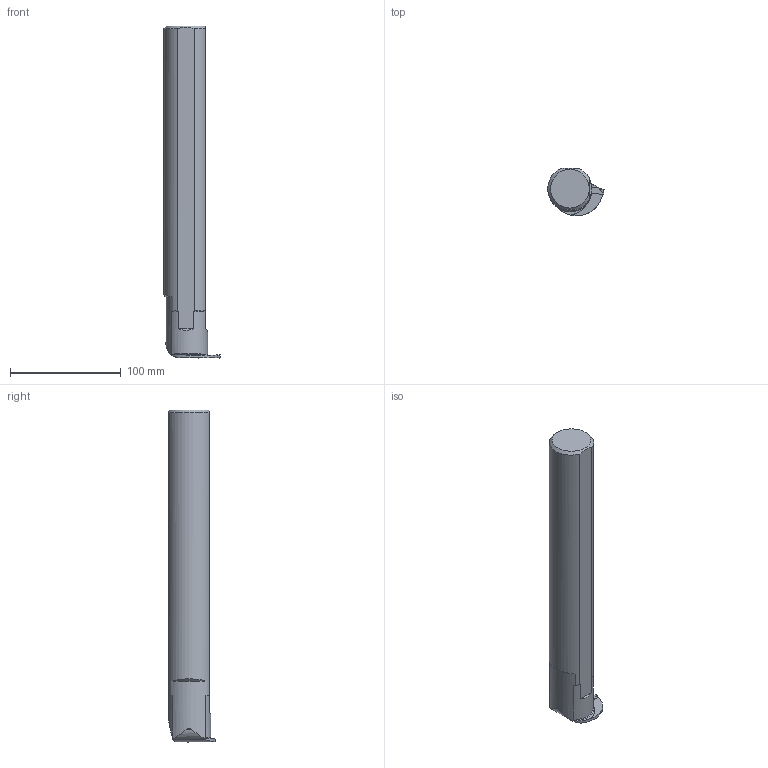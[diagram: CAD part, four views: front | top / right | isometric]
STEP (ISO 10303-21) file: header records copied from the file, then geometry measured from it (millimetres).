
FILE_DESCRIPTION(/* description */ (''),/* implementation_level */ '2;1');
FILE_NAME(/* name */ '1553663849802.stp',/* time_stamp */ '2019-03-27T10:48:00+05:00',/* author */ (''),/* organization */ ('SMS'),/* preprocessor_version */ 'ST-DEVELOPER v15',/* originating_system */ 'SIEMENS PLM Software NX 8.5',/* authorisation */ '');
FILE_SCHEMA (('AUTOMOTIVE_DESIGN { 1 0 10303 214 3 1 1 1 }'));
Length unit declared in the file: millimetre
Products named in the file (4): ASSEMBLY_CONSTRUCTION; 201539465mod000_00; 201701306mod000_00; 201701304mod000_00
Assembly tree (3 placements, depth 2):
  201701304mod000_00
    201701306mod000_00
    201539465mod000_00
    ASSEMBLY_CONSTRUCTION
Bounding box: 51 x 42.46 x 300.02 mm (x, y, z)
Volume: 352869.1 mm3; surface area: 39882.1 mm2
Topology: 2 solids, 2 shells, 70 faces, 198 edges, 136 vertices
Faces by surface type: plane 36, bspline 14, cylinder 13, cone 6, torus 1
Entity records: 2818 total; most frequent: CARTESIAN_POINT 991, ORIENTED_EDGE 390, DIRECTION 298, EDGE_CURVE 195, VERTEX_POINT 129, AXIS2_PLACEMENT_3D 104, LINE 90, VECTOR 90
